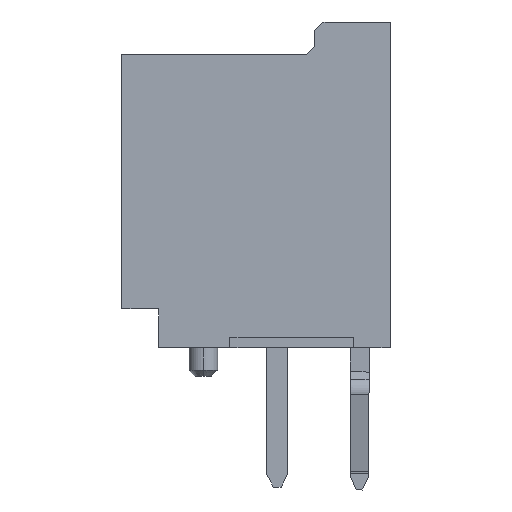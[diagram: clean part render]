
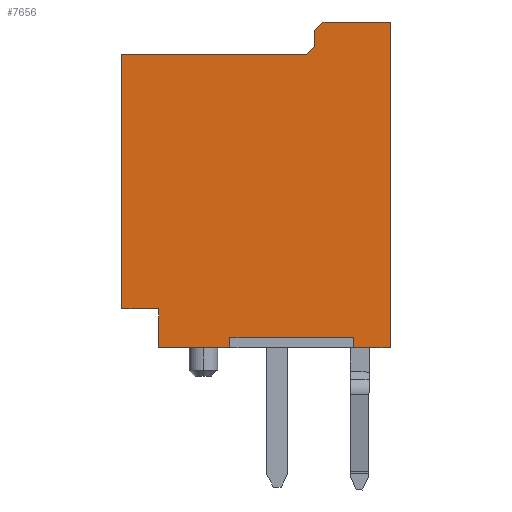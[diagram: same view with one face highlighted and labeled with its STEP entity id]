
A CAD part, left-side view. The second image highlights one B-rep face of the part: STEP entity #7656.
In plain terms, the highlighted planar face has unit normal (-1, 0, 0).
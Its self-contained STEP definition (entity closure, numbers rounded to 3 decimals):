
#154 = VERTEX_POINT('',#155);
#155 = CARTESIAN_POINT('',(-5.95,4.9,0.));
#161 = EDGE_CURVE('',#154,#162,#164,.T.);
#162 = VERTEX_POINT('',#163);
#163 = CARTESIAN_POINT('',(-5.95,3.16,0.));
#164 = LINE('',#165,#166);
#165 = CARTESIAN_POINT('',(-5.95,4.9,0.));
#166 = VECTOR('',#167,1.);
#167 = DIRECTION('',(0.,-1.,0.));
#186 = VERTEX_POINT('',#187);
#187 = CARTESIAN_POINT('',(-5.95,0.15,0.));
#193 = EDGE_CURVE('',#186,#194,#196,.T.);
#194 = VERTEX_POINT('',#195);
#195 = CARTESIAN_POINT('',(-5.95,-0.75,0.));
#196 = LINE('',#197,#198);
#197 = CARTESIAN_POINT('',(-5.95,0.15,0.));
#198 = VECTOR('',#199,1.);
#199 = DIRECTION('',(0.,-1.,0.));
#6596 = VERTEX_POINT('',#6597);
#6597 = CARTESIAN_POINT('',(-5.95,-0.75,7.95));
#6603 = EDGE_CURVE('',#6604,#6596,#6606,.T.);
#6604 = VERTEX_POINT('',#6605);
#6605 = CARTESIAN_POINT('',(-5.95,0.89,7.95));
#6606 = LINE('',#6607,#6608);
#6607 = CARTESIAN_POINT('',(-5.95,0.89,7.95));
#6608 = VECTOR('',#6609,1.);
#6609 = DIRECTION('',(0.,-1.,0.));
#6804 = EDGE_CURVE('',#194,#6596,#6805,.T.);
#6805 = LINE('',#6806,#6807);
#6806 = CARTESIAN_POINT('',(-5.95,-0.75,0.));
#6807 = VECTOR('',#6808,1.);
#6808 = DIRECTION('',(0.,0.,1.));
#7413 = VERTEX_POINT('',#7414);
#7414 = CARTESIAN_POINT('',(-5.95,4.9,0.95));
#7486 = VERTEX_POINT('',#7487);
#7487 = CARTESIAN_POINT('',(-5.95,5.8,0.95));
#7493 = EDGE_CURVE('',#7486,#7413,#7494,.T.);
#7494 = LINE('',#7495,#7496);
#7495 = CARTESIAN_POINT('',(-5.95,5.8,0.95));
#7496 = VECTOR('',#7497,1.);
#7497 = DIRECTION('',(0.,-1.,0.));
#7553 = EDGE_CURVE('',#154,#7413,#7554,.T.);
#7554 = LINE('',#7555,#7556);
#7555 = CARTESIAN_POINT('',(-5.95,4.9,0.));
#7556 = VECTOR('',#7557,1.);
#7557 = DIRECTION('',(0.,0.,1.));
#7656 = ADVANCED_FACE('',(#7657),#7725,.T.);
#7657 = FACE_BOUND('',#7658,.F.);
#7658 = EDGE_LOOP('',(#7659,#7660,#7668,#7676,#7684,#7692,#7698,#7699,
    #7700,#7701,#7709,#7717,#7723,#7724));
#7659 = ORIENTED_EDGE('',*,*,#7493,.F.);
#7660 = ORIENTED_EDGE('',*,*,#7661,.T.);
#7661 = EDGE_CURVE('',#7486,#7662,#7664,.T.);
#7662 = VERTEX_POINT('',#7663);
#7663 = CARTESIAN_POINT('',(-5.95,5.8,7.15));
#7664 = LINE('',#7665,#7666);
#7665 = CARTESIAN_POINT('',(-5.95,5.8,0.95));
#7666 = VECTOR('',#7667,1.);
#7667 = DIRECTION('',(0.,0.,1.));
#7668 = ORIENTED_EDGE('',*,*,#7669,.T.);
#7669 = EDGE_CURVE('',#7662,#7670,#7672,.T.);
#7670 = VERTEX_POINT('',#7671);
#7671 = CARTESIAN_POINT('',(-5.95,1.29,7.15));
#7672 = LINE('',#7673,#7674);
#7673 = CARTESIAN_POINT('',(-5.95,5.8,7.15));
#7674 = VECTOR('',#7675,1.);
#7675 = DIRECTION('',(0.,-1.,0.));
#7676 = ORIENTED_EDGE('',*,*,#7677,.F.);
#7677 = EDGE_CURVE('',#7678,#7670,#7680,.T.);
#7678 = VERTEX_POINT('',#7679);
#7679 = CARTESIAN_POINT('',(-5.95,1.09,7.35));
#7680 = LINE('',#7681,#7682);
#7681 = CARTESIAN_POINT('',(-5.95,1.09,7.35));
#7682 = VECTOR('',#7683,1.);
#7683 = DIRECTION('',(0.,0.707,-0.707
    ));
#7684 = ORIENTED_EDGE('',*,*,#7685,.F.);
#7685 = EDGE_CURVE('',#7686,#7678,#7688,.T.);
#7686 = VERTEX_POINT('',#7687);
#7687 = CARTESIAN_POINT('',(-5.95,1.09,7.75));
#7688 = LINE('',#7689,#7690);
#7689 = CARTESIAN_POINT('',(-5.95,1.09,7.75));
#7690 = VECTOR('',#7691,1.);
#7691 = DIRECTION('',(0.,0.,-1.));
#7692 = ORIENTED_EDGE('',*,*,#7693,.F.);
#7693 = EDGE_CURVE('',#6604,#7686,#7694,.T.);
#7694 = LINE('',#7695,#7696);
#7695 = CARTESIAN_POINT('',(-5.95,0.89,7.95));
#7696 = VECTOR('',#7697,1.);
#7697 = DIRECTION('',(0.,0.707,-0.707
    ));
#7698 = ORIENTED_EDGE('',*,*,#6603,.T.);
#7699 = ORIENTED_EDGE('',*,*,#6804,.F.);
#7700 = ORIENTED_EDGE('',*,*,#193,.F.);
#7701 = ORIENTED_EDGE('',*,*,#7702,.T.);
#7702 = EDGE_CURVE('',#186,#7703,#7705,.T.);
#7703 = VERTEX_POINT('',#7704);
#7704 = CARTESIAN_POINT('',(-5.95,0.15,0.25));
#7705 = LINE('',#7706,#7707);
#7706 = CARTESIAN_POINT('',(-5.95,0.15,0.));
#7707 = VECTOR('',#7708,1.);
#7708 = DIRECTION('',(0.,0.,1.));
#7709 = ORIENTED_EDGE('',*,*,#7710,.F.);
#7710 = EDGE_CURVE('',#7711,#7703,#7713,.T.);
#7711 = VERTEX_POINT('',#7712);
#7712 = CARTESIAN_POINT('',(-5.95,3.16,0.25));
#7713 = LINE('',#7714,#7715);
#7714 = CARTESIAN_POINT('',(-5.95,3.16,0.25));
#7715 = VECTOR('',#7716,1.);
#7716 = DIRECTION('',(0.,-1.,0.));
#7717 = ORIENTED_EDGE('',*,*,#7718,.F.);
#7718 = EDGE_CURVE('',#162,#7711,#7719,.T.);
#7719 = LINE('',#7720,#7721);
#7720 = CARTESIAN_POINT('',(-5.95,3.16,0.));
#7721 = VECTOR('',#7722,1.);
#7722 = DIRECTION('',(0.,0.,1.));
#7723 = ORIENTED_EDGE('',*,*,#161,.F.);
#7724 = ORIENTED_EDGE('',*,*,#7553,.T.);
#7725 = PLANE('',#7726);
#7726 = AXIS2_PLACEMENT_3D('',#7727,#7728,#7729);
#7727 = CARTESIAN_POINT('',(-5.95,5.8,0.));
#7728 = DIRECTION('',(-1.,0.,0.));
#7729 = DIRECTION('',(0.,-1.,0.));
